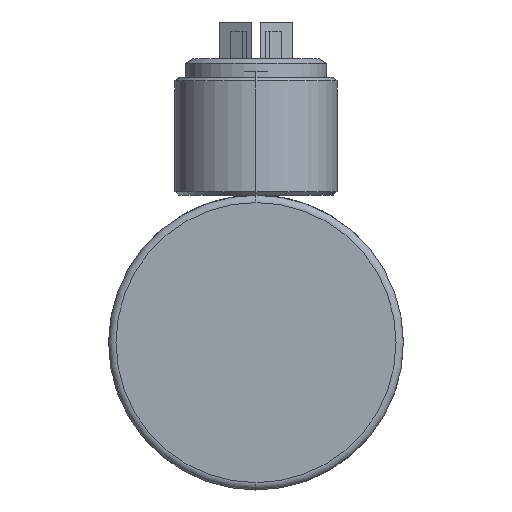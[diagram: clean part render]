
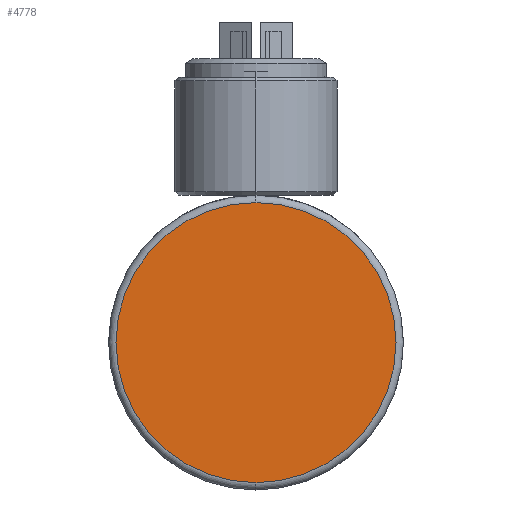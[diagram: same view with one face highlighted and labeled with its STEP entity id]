
A CAD part, left-side view. The second image highlights one B-rep face of the part: STEP entity #4778.
In plain terms, the highlighted planar face has unit normal (-1, 0, 0).
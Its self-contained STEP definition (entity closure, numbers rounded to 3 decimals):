
#503 = CARTESIAN_POINT ( 'NONE',  ( -14., 0., 19. ) ) ;
#932 = EDGE_CURVE ( 'NONE', #1488, #8611, #4348, .T. ) ;
#1185 = CARTESIAN_POINT ( 'NONE',  ( -14., 0., 0. ) ) ;
#1418 = ORIENTED_EDGE ( 'NONE', *, *, #932, .T. ) ;
#1488 = VERTEX_POINT ( 'NONE', #503 ) ;
#1888 = AXIS2_PLACEMENT_3D ( 'NONE', #2744, #6963, #7720 ) ;
#2261 = CARTESIAN_POINT ( 'NONE',  ( -14., 0., 19. ) ) ;
#2744 = CARTESIAN_POINT ( 'NONE',  ( -14., 0., 0. ) ) ;
#3458 = DIRECTION ( 'NONE',  ( 0., 0., 1. ) ) ;
#4348 = CIRCLE ( 'NONE', #7774, 19. ) ;
#4778 = ADVANCED_FACE ( 'NONE', ( #6845 ), #8923, .T. ) ;
#4882 = CARTESIAN_POINT ( 'NONE',  ( -14., 0., -19. ) ) ;
#5020 = AXIS2_PLACEMENT_3D ( 'NONE', #2261, #5114, #7982 ) ;
#5114 = DIRECTION ( 'NONE',  ( -1., 0., 0. ) ) ;
#5333 = ORIENTED_EDGE ( 'NONE', *, *, #6357, .T. ) ;
#6357 = EDGE_CURVE ( 'NONE', #8611, #1488, #6695, .T. ) ;
#6695 = CIRCLE ( 'NONE', #1888, 19. ) ;
#6845 = FACE_OUTER_BOUND ( 'NONE', #7020, .T. ) ;
#6963 = DIRECTION ( 'NONE',  ( -1., 0., 0. ) ) ;
#7020 = EDGE_LOOP ( 'NONE', ( #1418, #5333 ) ) ;
#7712 = DIRECTION ( 'NONE',  ( -1., 0., 0. ) ) ;
#7720 = DIRECTION ( 'NONE',  ( 0., 0., 1. ) ) ;
#7774 = AXIS2_PLACEMENT_3D ( 'NONE', #1185, #7712, #3458 ) ;
#7982 = DIRECTION ( 'NONE',  ( 0., 0., 1. ) ) ;
#8611 = VERTEX_POINT ( 'NONE', #4882 ) ;
#8923 = PLANE ( 'NONE',  #5020 ) ;
